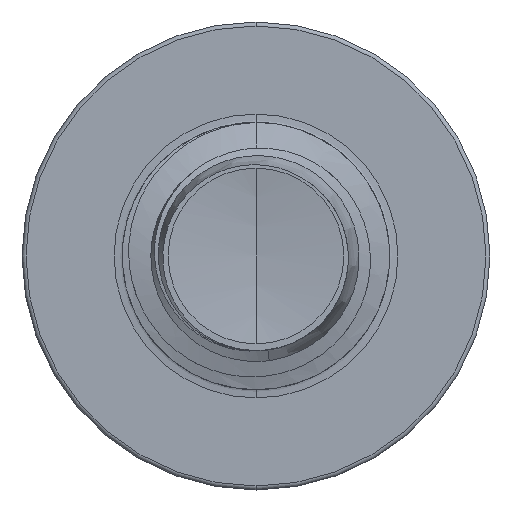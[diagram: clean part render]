
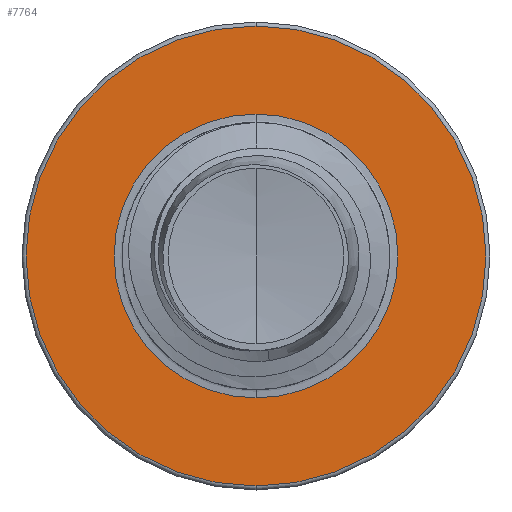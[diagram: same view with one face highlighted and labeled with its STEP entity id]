
A CAD part, front view. The second image highlights one B-rep face of the part: STEP entity #7764.
In plain terms, the highlighted planar face has unit normal (0, -1, 0).
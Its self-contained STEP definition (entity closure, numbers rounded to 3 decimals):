
#686 = CARTESIAN_POINT ( 'NONE',  ( 0., 15., 0. ) ) ;
#2125 = EDGE_LOOP ( 'NONE', ( #22295, #24427 ) ) ;
#2747 = DIRECTION ( 'NONE',  ( 0., 0., 1. ) ) ;
#3084 = VERTEX_POINT ( 'NONE', #20690 ) ;
#3180 = VERTEX_POINT ( 'NONE', #22610 ) ;
#5377 = EDGE_CURVE ( 'NONE', #11040, #3084, #17190, .T. ) ;
#5818 = AXIS2_PLACEMENT_3D ( 'NONE', #9182, #23077, #11220 ) ;
#5899 = CARTESIAN_POINT ( 'NONE',  ( 0., 15., -3.186 ) ) ;
#5989 = DIRECTION ( 'NONE',  ( 0., 0., 1. ) ) ;
#6257 = EDGE_CURVE ( 'NONE', #21226, #3180, #20575, .T. ) ;
#6687 = AXIS2_PLACEMENT_3D ( 'NONE', #23199, #11362, #25026 ) ;
#7764 = ADVANCED_FACE ( 'NONE', ( #9447, #13578 ), #25689, .F. ) ;
#8433 = AXIS2_PLACEMENT_3D ( 'NONE', #5899, #18313, #5989 ) ;
#9092 = CIRCLE ( 'NONE', #23723, 3.186 ) ;
#9182 = CARTESIAN_POINT ( 'NONE',  ( 0., 15., 0. ) ) ;
#9384 = CARTESIAN_POINT ( 'NONE',  ( 0., 15., 5.16 ) ) ;
#9447 = FACE_OUTER_BOUND ( 'NONE', #2125, .T. ) ;
#10188 = AXIS2_PLACEMENT_3D ( 'NONE', #686, #15075, #2747 ) ;
#11040 = VERTEX_POINT ( 'NONE', #9384 ) ;
#11220 = DIRECTION ( 'NONE',  ( 0., 0., 1. ) ) ;
#11362 = DIRECTION ( 'NONE',  ( 0., 1., 0. ) ) ;
#11945 = DIRECTION ( 'NONE',  ( 0., 1., 0. ) ) ;
#12674 = EDGE_CURVE ( 'NONE', #3180, #21226, #9092, .T. ) ;
#13578 = FACE_BOUND ( 'NONE', #17862, .T. ) ;
#14134 = ORIENTED_EDGE ( 'NONE', *, *, #12674, .T. ) ;
#15075 = DIRECTION ( 'NONE',  ( 0., 1., 0. ) ) ;
#17190 = CIRCLE ( 'NONE', #5818, 5.16 ) ;
#17671 = EDGE_CURVE ( 'NONE', #3084, #11040, #21643, .T. ) ;
#17862 = EDGE_LOOP ( 'NONE', ( #14134, #19035 ) ) ;
#18313 = DIRECTION ( 'NONE',  ( 0., 1., 0. ) ) ;
#19035 = ORIENTED_EDGE ( 'NONE', *, *, #6257, .T. ) ;
#20575 = CIRCLE ( 'NONE', #6687, 3.186 ) ;
#20690 = CARTESIAN_POINT ( 'NONE',  ( 0., 15., -5.16 ) ) ;
#21226 = VERTEX_POINT ( 'NONE', #22545 ) ;
#21643 = CIRCLE ( 'NONE', #10188, 5.16 ) ;
#22295 = ORIENTED_EDGE ( 'NONE', *, *, #5377, .F. ) ;
#22545 = CARTESIAN_POINT ( 'NONE',  ( 0., 15., -3.186 ) ) ;
#22610 = CARTESIAN_POINT ( 'NONE',  ( 0., 15., 3.186 ) ) ;
#23077 = DIRECTION ( 'NONE',  ( 0., 1., 0. ) ) ;
#23199 = CARTESIAN_POINT ( 'NONE',  ( 0., 15., 0. ) ) ;
#23711 = CARTESIAN_POINT ( 'NONE',  ( 0., 15., 0. ) ) ;
#23723 = AXIS2_PLACEMENT_3D ( 'NONE', #23711, #11945, #25556 ) ;
#24427 = ORIENTED_EDGE ( 'NONE', *, *, #17671, .F. ) ;
#25026 = DIRECTION ( 'NONE',  ( 0., 0., 1. ) ) ;
#25556 = DIRECTION ( 'NONE',  ( 0., 0., 1. ) ) ;
#25689 = PLANE ( 'NONE',  #8433 ) ;
